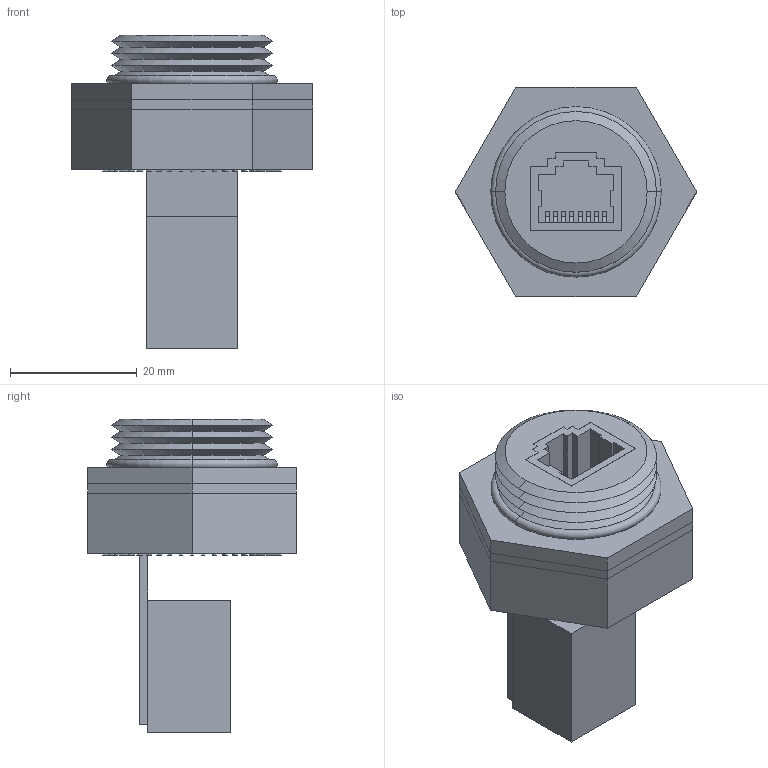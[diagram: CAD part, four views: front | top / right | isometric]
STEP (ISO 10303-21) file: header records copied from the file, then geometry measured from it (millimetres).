
FILE_DESCRIPTION (( 'STEP AP203' ), '1' );
FILE_NAME ('WJP1F5.STEP', '2011-03-23T20:03:45', ( 'x' ), ( 'Microsoft' ), 'SwSTEP 2.0', 'SolidWorks 2010', '' );
FILE_SCHEMA (( 'CONFIG_CONTROL_DESIGN' ));
Length unit declared in the file: inch
Products named in the file (1): WJP1F5
Bounding box: 38.1 x 33 x 49.53 mm (x, y, z)
Volume: 18422.2 mm3; surface area: 11187.5 mm2
Topology: 11 solids, 12 shells, 477 faces, 1158 edges, 766 vertices
Faces by surface type: plane 421, cylinder 36, cone 16, torus 4
Entity records: 13793 total; most frequent: CARTESIAN_POINT 2402, ORIENTED_EDGE 2316, DIRECTION 2214, EDGE_CURVE 1158, LINE 1058, VECTOR 1058, VERTEX_POINT 766, AXIS2_PLACEMENT_3D 578
